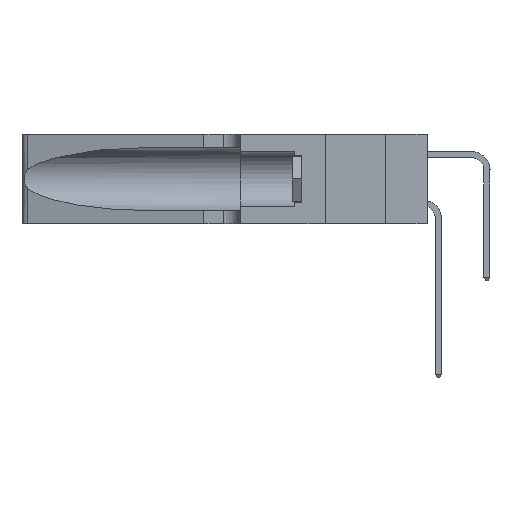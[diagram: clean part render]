
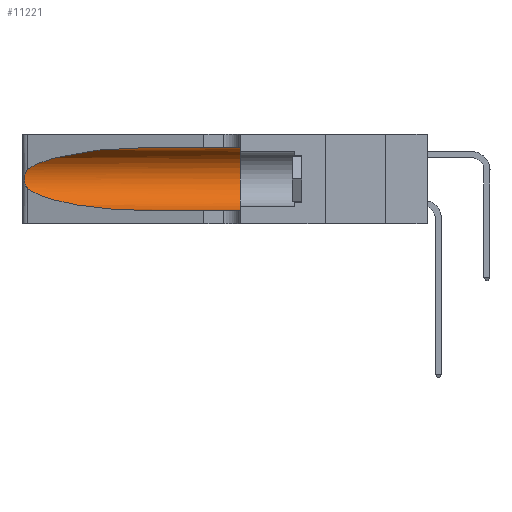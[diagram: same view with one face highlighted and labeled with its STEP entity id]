
A CAD part, left-side view. The second image highlights one B-rep face of the part: STEP entity #11221.
In plain terms, the highlighted cylindrical face has radius 3.308 mm (diameter 6.617 mm), a partial arc.
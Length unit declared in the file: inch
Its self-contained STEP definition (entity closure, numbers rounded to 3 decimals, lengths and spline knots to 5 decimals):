
#292 = CARTESIAN_POINT ( 'NONE',  ( 0.2373, 1.15595, 0.28018 ) ) ;
#566 = CARTESIAN_POINT ( 'NONE',  ( 0.26017, 1.23833, 0.17102 ) ) ;
#920 = CARTESIAN_POINT ( 'NONE',  ( 0.1305, 0.35, 0.05475 ) ) ;
#1453 = CARTESIAN_POINT ( 'NONE',  ( 0.25555, 1.22993, 0.14849 ) ) ;
#1636 = EDGE_CURVE ( 'NONE', #41169, #41107, #10419, .T. ) ;
#1856 = VERTEX_POINT ( 'NONE', #7686 ) ;
#1935 = DIRECTION ( 'NONE',  ( 0., 0., -1. ) ) ;
#2889 =( BOUNDED_CURVE ( )  B_SPLINE_CURVE ( 3, ( #21878, #24489, #20748, #31730 ),
 .UNSPECIFIED., .F., .F. ) 
 B_SPLINE_CURVE_WITH_KNOTS ( ( 4, 4 ),
 ( 3.44316, 4.71239 ),
 .UNSPECIFIED. ) 
 CURVE ( )  GEOMETRIC_REPRESENTATION_ITEM ( )  RATIONAL_B_SPLINE_CURVE ( ( 1., 0.87, 0.87, 1. ) ) 
 REPRESENTATION_ITEM ( '' )  );
#3830 = CARTESIAN_POINT ( 'NONE',  ( 0.1305, 0.35, 0.31525 ) ) ;
#4430 = CARTESIAN_POINT ( 'NONE',  ( 0.25854, 1.2359, 0.20912 ) ) ;
#4765 = AXIS2_PLACEMENT_3D ( 'NONE', #33563, #10617, #36654 ) ;
#4894 = DIRECTION ( 'NONE',  ( 0., -1., 0. ) ) ;
#6035 = EDGE_CURVE ( 'NONE', #30939, #14387, #34438, .T. ) ;
#6150 = CARTESIAN_POINT ( 'NONE',  ( 0.25487, 1.22718, 0.22369 ) ) ;
#6207 = EDGE_CURVE ( 'NONE', #41169, #30939, #36397, .T. ) ;
#7686 = CARTESIAN_POINT ( 'NONE',  ( 0.1305, 0.72297, 0.05475 ) ) ;
#8464 = CARTESIAN_POINT ( 'NONE',  ( 0.25487, 1.22718, 0.22369 ) ) ;
#8656 = CARTESIAN_POINT ( 'NONE',  ( 0.25789, 1.23486, 0.15765 ) ) ;
#9557 = CARTESIAN_POINT ( 'NONE',  ( 0.1305, 0.72297, 0.31525 ) ) ;
#9867 = CARTESIAN_POINT ( 'NONE',  ( 0.25555, 1.22994, 0.2215 ) ) ;
#10419 =( BOUNDED_CURVE ( )  B_SPLINE_CURVE ( 3, ( #13013, #16141, #292, #6150 ),
 .UNSPECIFIED., .F., .F. ) 
 B_SPLINE_CURVE_WITH_KNOTS ( ( 4, 4 ),
 ( 1.5708, 2.84003 ),
 .UNSPECIFIED. ) 
 CURVE ( )  GEOMETRIC_REPRESENTATION_ITEM ( )  RATIONAL_B_SPLINE_CURVE ( ( 1., 0.87, 0.87, 1. ) ) 
 REPRESENTATION_ITEM ( '' )  );
#10617 = DIRECTION ( 'NONE',  ( 0., 1., 0. ) ) ;
#11124 = CARTESIAN_POINT ( 'NONE',  ( 0.25487, 1.22718, 0.14631 ) ) ;
#11221 = ADVANCED_FACE ( 'NONE', ( #12352 ), #40298, .F. ) ;
#12352 = FACE_OUTER_BOUND ( 'NONE', #26831, .T. ) ;
#13013 = CARTESIAN_POINT ( 'NONE',  ( 0.1305, 0.72297, 0.31525 ) ) ;
#13309 = EDGE_CURVE ( 'NONE', #1856, #14387, #13673, .T. ) ;
#13673 = LINE ( 'NONE', #36273, #41141 ) ;
#14158 = CARTESIAN_POINT ( 'NONE',  ( 0.26075, 1.23896, 0.178 ) ) ;
#14387 = VERTEX_POINT ( 'NONE', #920 ) ;
#16082 = CARTESIAN_POINT ( 'NONE',  ( 0.26018, 1.23835, 0.19895 ) ) ;
#16141 = CARTESIAN_POINT ( 'NONE',  ( 0.18966, 0.96281, 0.31525 ) ) ;
#16599 = EDGE_CURVE ( 'NONE', #25281, #1856, #2889, .T. ) ;
#20310 = EDGE_CURVE ( 'NONE', #41107, #25281, #24280, .T. ) ;
#20634 = ORIENTED_EDGE ( 'NONE', *, *, #16599, .T. ) ;
#20748 = CARTESIAN_POINT ( 'NONE',  ( 0.18966, 0.96281, 0.05475 ) ) ;
#21878 = CARTESIAN_POINT ( 'NONE',  ( 0.25487, 1.22718, 0.14631 ) ) ;
#21925 = CARTESIAN_POINT ( 'NONE',  ( 0.25856, 1.23593, 0.16098 ) ) ;
#24280 = B_SPLINE_CURVE_WITH_KNOTS ( 'NONE', 3,
 ( #8464, #9867, #38732, #38880, #4430, #16082, #39816, #14158, #566, #21925, #8656, #34016, #1453, #11124 ),
 .UNSPECIFIED., .F., .F.,
 ( 4, 2, 2, 2, 2, 2, 4 ),
 ( 0., 0.00027, 0.00053, 0.00107, 0.0016, 0.00187, 0.00214 ),
 .UNSPECIFIED. ) ;
#24489 = CARTESIAN_POINT ( 'NONE',  ( 0.2373, 1.15595, 0.08982 ) ) ;
#25281 = VERTEX_POINT ( 'NONE', #31614 ) ;
#25526 = CARTESIAN_POINT ( 'NONE',  ( 0.25487, 1.22718, 0.22369 ) ) ;
#26831 = EDGE_LOOP ( 'NONE', ( #36327, #39217, #20634, #28259, #28258, #38302 ) ) ;
#28258 = ORIENTED_EDGE ( 'NONE', *, *, #6035, .F. ) ;
#28259 = ORIENTED_EDGE ( 'NONE', *, *, #13309, .T. ) ;
#30179 = DIRECTION ( 'NONE',  ( 0., -1., 0. ) ) ;
#30939 = VERTEX_POINT ( 'NONE', #3830 ) ;
#31114 = AXIS2_PLACEMENT_3D ( 'NONE', #37606, #34092, #1935 ) ;
#31614 = CARTESIAN_POINT ( 'NONE',  ( 0.25487, 1.22718, 0.14631 ) ) ;
#31730 = CARTESIAN_POINT ( 'NONE',  ( 0.1305, 0.72297, 0.05475 ) ) ;
#33563 = CARTESIAN_POINT ( 'NONE',  ( 0.1305, 0.35, 0.185 ) ) ;
#34016 = CARTESIAN_POINT ( 'NONE',  ( 0.25639, 1.23186, 0.15144 ) ) ;
#34092 = DIRECTION ( 'NONE',  ( 0., -1., 0. ) ) ;
#34438 = CIRCLE ( 'NONE', #4765, 0.13025 ) ;
#36273 = CARTESIAN_POINT ( 'NONE',  ( 0.1305, 1.61858, 0.05475 ) ) ;
#36327 = ORIENTED_EDGE ( 'NONE', *, *, #1636, .T. ) ;
#36397 = LINE ( 'NONE', #37333, #40979 ) ;
#36654 = DIRECTION ( 'NONE',  ( 0., 0., 1. ) ) ;
#37333 = CARTESIAN_POINT ( 'NONE',  ( 0.1305, 1.61858, 0.31525 ) ) ;
#37606 = CARTESIAN_POINT ( 'NONE',  ( 0.1305, 1.61858, 0.185 ) ) ;
#38302 = ORIENTED_EDGE ( 'NONE', *, *, #6207, .F. ) ;
#38732 = CARTESIAN_POINT ( 'NONE',  ( 0.25639, 1.23184, 0.21858 ) ) ;
#38880 = CARTESIAN_POINT ( 'NONE',  ( 0.25787, 1.23484, 0.2124 ) ) ;
#39217 = ORIENTED_EDGE ( 'NONE', *, *, #20310, .T. ) ;
#39816 = CARTESIAN_POINT ( 'NONE',  ( 0.26075, 1.23896, 0.19203 ) ) ;
#40298 = CYLINDRICAL_SURFACE ( 'NONE', #31114, 0.13025 ) ;
#40979 = VECTOR ( 'NONE', #4894, 39.37008 ) ;
#41107 = VERTEX_POINT ( 'NONE', #25526 ) ;
#41141 = VECTOR ( 'NONE', #30179, 39.37008 ) ;
#41169 = VERTEX_POINT ( 'NONE', #9557 ) ;
